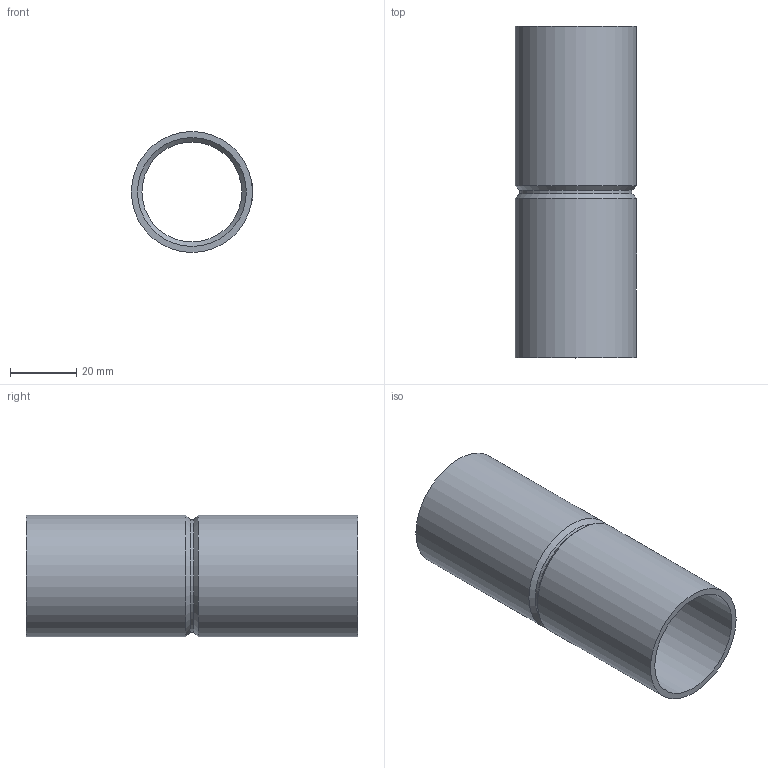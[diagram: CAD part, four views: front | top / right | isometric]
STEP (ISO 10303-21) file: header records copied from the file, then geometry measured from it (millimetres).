
FILE_DESCRIPTION(('STEP AP203'), '1');
FILE_NAME('Ïàòðóáîê-ìóôòà ä32 áåçãàëîãåííàÿ (HF) àòìîñôåðîñòîéêàÿ', '', ('UNSPECIFIED'), ('UNSPECIFIED'), 'ASCON STEP Converter 1.6', 'ASCON Math Kernel', '');
FILE_SCHEMA(('CONFIG_CONTROL_DESIGN'));
Length unit declared in the file: millimetre
Products named in the file (1): -03
Bounding box: 36.55 x 100 x 36.5 mm (x, y, z)
Volume: 20103.9 mm3; surface area: 22379.4 mm2
Topology: 1 solids, 1 shells, 87 faces, 222 edges, 146 vertices
Faces by surface type: plane 39, extrusion 28, cylinder 16, cone 4
Full cylindrical faces by diameter (mm): 30.1 x1, 32.8 x2, 33.8 x1, 36.5 x2
Entity records: 7035 total; most frequent: CARTESIAN_POINT 4347, ORIENTED_EDGE 424, DIRECTION 318, EDGE_CURVE 212, VERTEX_POINT 146, VECTOR 138, LINE 110, EDGE_LOOP 108
